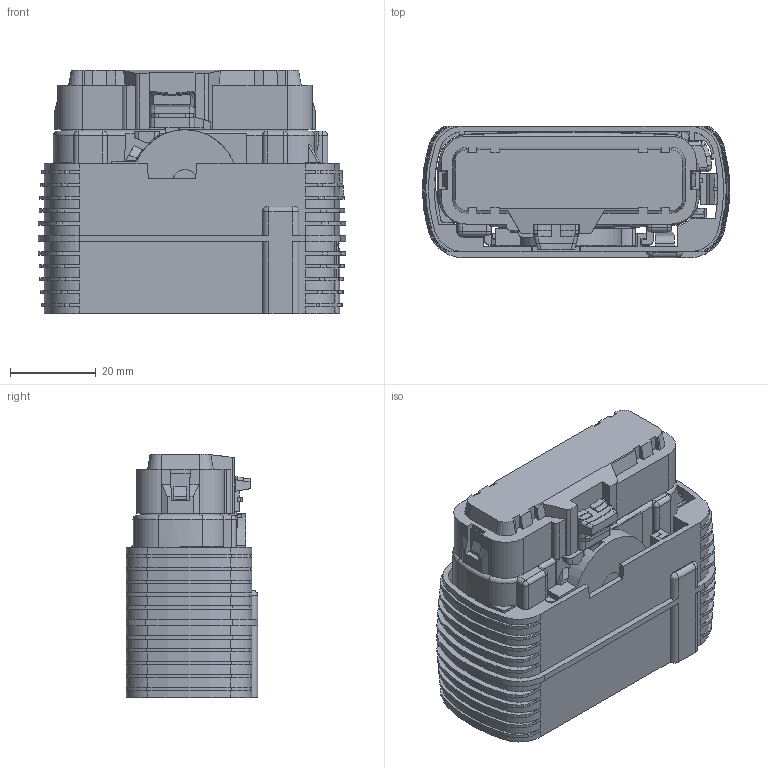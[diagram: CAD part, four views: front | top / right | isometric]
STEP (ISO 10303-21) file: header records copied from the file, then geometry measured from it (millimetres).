
FILE_DESCRIPTION(/* description */ (''),/* implementation_level */ '2;1');
FILE_NAME(/* name */ '13780226-ENV10_02-CONN.stp',/* time_stamp */ '2023-06-09T15:14:30+08:00',/* author */ (''),/* organization */ (''),/* preprocessor_version */ 'ST-DEVELOPER v16',/* originating_system */ 'SIEMENS PLM Software NX 11.0',/* authorisation */ '');
FILE_SCHEMA (('AUTOMOTIVE_DESIGN { 1 0 10303 214 3 1 1 1 }'));
Length unit declared in the file: millimetre
Products named in the file (1): 13780226-ENV10_02-CONN
Bounding box: 71.62 x 30.65 x 56.65 mm (x, y, z)
Volume: 56702 mm3; surface area: 42561.3 mm2
Topology: 3 solids, 3 shells, 1457 faces, 4118 edges, 2663 vertices
Faces by surface type: plane 818, cylinder 458, cone 120, bspline 38, torus 13, sphere 4, revolution 4, extrusion 2
Full cylindrical faces by diameter (mm): 5.8 x1, 5.9 x1
Entity records: 50258 total; most frequent: CARTESIAN_POINT 12399, ORIENTED_EDGE 8228, DIRECTION 7761, EDGE_CURVE 4114, VERTEX_POINT 2661, AXIS2_PLACEMENT_3D 2655, VECTOR 2447, LINE 2445
